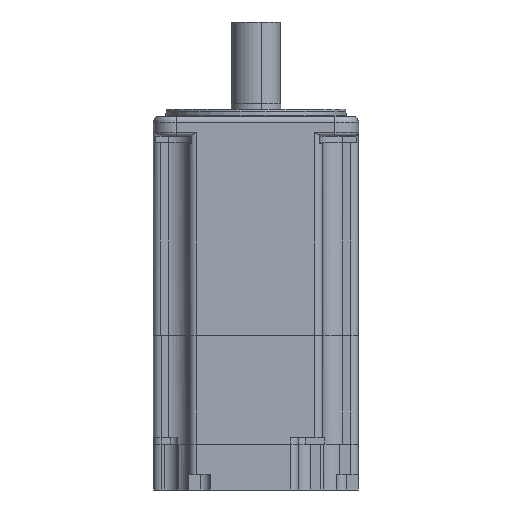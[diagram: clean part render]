
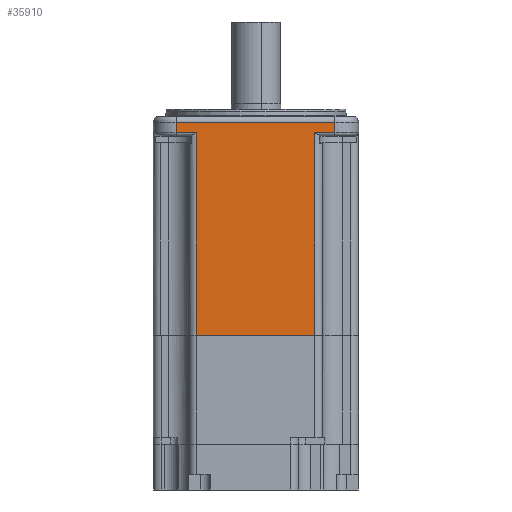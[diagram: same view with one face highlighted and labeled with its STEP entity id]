
A CAD part, left-side view. The second image highlights one B-rep face of the part: STEP entity #35910.
In plain terms, the highlighted planar face has unit normal (-1, 0.004, 0).
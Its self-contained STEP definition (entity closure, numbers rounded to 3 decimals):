
#346 = ORIENTED_EDGE ( 'NONE', *, *, #18675, .F. ) ;
#1270 = VERTEX_POINT ( 'NONE', #73057 ) ;
#3977 = EDGE_CURVE ( 'NONE', #48447, #71754, #69598, .T. ) ;
#4135 = CARTESIAN_POINT ( 'NONE',  ( -59.716, 136.671, 172.863 ) ) ;
#4550 = FACE_OUTER_BOUND ( 'NONE', #50701, .T. ) ;
#4933 = VECTOR ( 'NONE', #42389, 1000. ) ;
#5244 = CARTESIAN_POINT ( 'NONE',  ( -59.443, 199.148, 134.923 ) ) ;
#5604 = EDGE_CURVE ( 'NONE', #62828, #1270, #54460, .T. ) ;
#9233 = CARTESIAN_POINT ( 'NONE',  ( -59.741, 130.987, 172.863 ) ) ;
#9834 = CARTESIAN_POINT ( 'NONE',  ( -59.443, 199.148, 172.863 ) ) ;
#11005 = ORIENTED_EDGE ( 'NONE', *, *, #47179, .T. ) ;
#16889 = DIRECTION ( 'NONE',  ( 0.004, 1., 0. ) ) ;
#17997 = ORIENTED_EDGE ( 'NONE', *, *, #55083, .T. ) ;
#18334 = DIRECTION ( 'NONE',  ( 0., 0., 1. ) ) ;
#18675 = EDGE_CURVE ( 'NONE', #54125, #74085, #53918, .T. ) ;
#24143 = ORIENTED_EDGE ( 'NONE', *, *, #47224, .T. ) ;
#24565 = DIRECTION ( 'NONE',  ( -0.004, -1., 0. ) ) ;
#25351 = EDGE_CURVE ( 'NONE', #66095, #1270, #38803, .T. ) ;
#27604 = EDGE_CURVE ( 'NONE', #63034, #74085, #52386, .T. ) ;
#28350 = DIRECTION ( 'NONE',  ( 1., -0.004, 0. ) ) ;
#28658 = VECTOR ( 'NONE', #69213, 1000. ) ;
#33254 = CARTESIAN_POINT ( 'NONE',  ( -59.681, 144.623, 92.923 ) ) ;
#33642 = DIRECTION ( 'NONE',  ( 0., 0., 1. ) ) ;
#34879 = DIRECTION ( 'NONE',  ( 0., 0., 1. ) ) ;
#35340 = PLANE ( 'NONE',  #63163 ) ;
#35461 = VECTOR ( 'NONE', #44248, 1000. ) ;
#35910 = ADVANCED_FACE ( 'NONE', ( #4550 ), #35340, .F. ) ;
#38803 = LINE ( 'NONE', #61786, #35461 ) ;
#39526 = ORIENTED_EDGE ( 'NONE', *, *, #25351, .F. ) ;
#39813 = VECTOR ( 'NONE', #33642, 1000. ) ;
#41816 = VECTOR ( 'NONE', #18334, 1000. ) ;
#42389 = DIRECTION ( 'NONE',  ( 0., 0., -1. ) ) ;
#44248 = DIRECTION ( 'NONE',  ( 0.004, 1., 0. ) ) ;
#46040 = CARTESIAN_POINT ( 'NONE',  ( -59.716, 136.671, 176.923 ) ) ;
#46322 = CARTESIAN_POINT ( 'NONE',  ( -59.443, 199.148, 176.923 ) ) ;
#47179 = EDGE_CURVE ( 'NONE', #71754, #63034, #65106, .T. ) ;
#47224 = EDGE_CURVE ( 'NONE', #54125, #62828, #59261, .T. ) ;
#47567 = CARTESIAN_POINT ( 'NONE',  ( -59.725, 134.66, 172.863 ) ) ;
#48447 = VERTEX_POINT ( 'NONE', #76063 ) ;
#49202 = ORIENTED_EDGE ( 'NONE', *, *, #5604, .T. ) ;
#50701 = EDGE_LOOP ( 'NONE', ( #39526, #17997, #54401, #11005, #54171, #346, #24143, #49202 ) ) ;
#52386 = LINE ( 'NONE', #52747, #74232 ) ;
#52747 = CARTESIAN_POINT ( 'NONE',  ( -59.725, 134.66, 176.923 ) ) ;
#53108 = VECTOR ( 'NONE', #24565, 1000. ) ;
#53918 = LINE ( 'NONE', #5244, #57253 ) ;
#54125 = VERTEX_POINT ( 'NONE', #9834 ) ;
#54171 = ORIENTED_EDGE ( 'NONE', *, *, #27604, .T. ) ;
#54401 = ORIENTED_EDGE ( 'NONE', *, *, #3977, .T. ) ;
#54460 = LINE ( 'NONE', #59931, #4933 ) ;
#55083 = EDGE_CURVE ( 'NONE', #66095, #48447, #58167, .T. ) ;
#56451 = CARTESIAN_POINT ( 'NONE',  ( -59.681, 144.623, 93.023 ) ) ;
#57253 = VECTOR ( 'NONE', #34879, 1000. ) ;
#58167 = LINE ( 'NONE', #33254, #39813 ) ;
#59261 = LINE ( 'NONE', #47567, #53108 ) ;
#59931 = CARTESIAN_POINT ( 'NONE',  ( -59.478, 191.196, 134.923 ) ) ;
#61786 = CARTESIAN_POINT ( 'NONE',  ( -59.725, 134.66, 93.023 ) ) ;
#62828 = VERTEX_POINT ( 'NONE', #73352 ) ;
#63034 = VERTEX_POINT ( 'NONE', #46040 ) ;
#63163 = AXIS2_PLACEMENT_3D ( 'NONE', #64574, #28350, #76628 ) ;
#64574 = CARTESIAN_POINT ( 'NONE',  ( -59.725, 134.66, 92.923 ) ) ;
#65106 = LINE ( 'NONE', #65876, #41816 ) ;
#65876 = CARTESIAN_POINT ( 'NONE',  ( -59.716, 136.671, 92.923 ) ) ;
#66095 = VERTEX_POINT ( 'NONE', #56451 ) ;
#69213 = DIRECTION ( 'NONE',  ( -0.004, -1., 0. ) ) ;
#69598 = LINE ( 'NONE', #9233, #28658 ) ;
#71754 = VERTEX_POINT ( 'NONE', #4135 ) ;
#73057 = CARTESIAN_POINT ( 'NONE',  ( -59.478, 191.196, 93.023 ) ) ;
#73352 = CARTESIAN_POINT ( 'NONE',  ( -59.478, 191.196, 172.863 ) ) ;
#74085 = VERTEX_POINT ( 'NONE', #46322 ) ;
#74232 = VECTOR ( 'NONE', #16889, 1000. ) ;
#76063 = CARTESIAN_POINT ( 'NONE',  ( -59.681, 144.623, 172.863 ) ) ;
#76628 = DIRECTION ( 'NONE',  ( -0.004, -1., 0. ) ) ;
